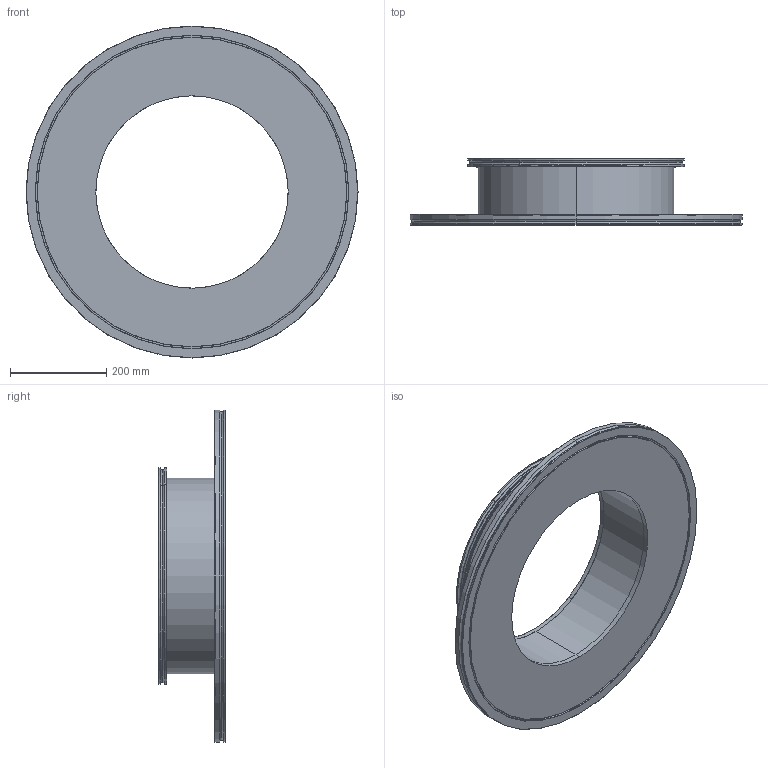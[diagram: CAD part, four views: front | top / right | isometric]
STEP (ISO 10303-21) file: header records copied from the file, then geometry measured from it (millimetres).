
FILE_DESCRIPTION (( 'STEP AP214' ), '1' );
FILE_NAME ('Hositrad_ISO400-630R.STEP', '2015-07-16T14:46:06', ( '' ), ( '' ), 'SwSTEP 2.0', 'SolidWorks 2015', '' );
FILE_SCHEMA (( 'AUTOMOTIVE_DESIGN' ));
Length unit declared in the file: millimetre
Products named in the file (4): Hositrad_ISO400-630R; Tube 406 x 3-All; ISO-K-Weld-All_ISO400-406; ISO-K630-406_ISO630
Assembly tree (3 placements, depth 2):
  Hositrad_ISO400-630R
    ISO-K630-406_ISO630
    ISO-K-Weld-All_ISO400-406
    Tube 406 x 3-All
Bounding box: 690 x 138 x 690 mm (x, y, z)
Volume: 6238983.4 mm3; surface area: 1033286.5 mm2
Topology: 3 solids, 3 shells, 76 faces, 152 edges, 90 vertices
Faces by surface type: cylinder 32, cone 22, plane 14, torus 8
Entity records: 2148 total; most frequent: DIRECTION 414, CARTESIAN_POINT 324, ORIENTED_EDGE 304, AXIS2_PLACEMENT_3D 180, EDGE_CURVE 152, CIRCLE 98, EDGE_LOOP 90, VERTEX_POINT 90
